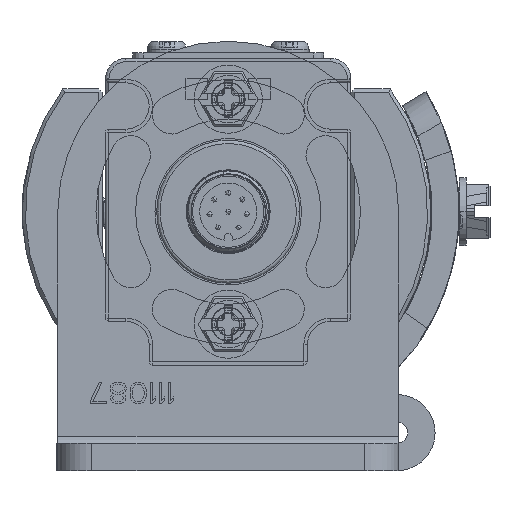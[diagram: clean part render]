
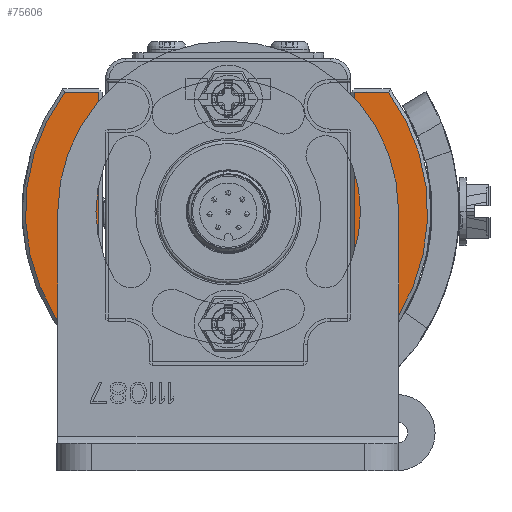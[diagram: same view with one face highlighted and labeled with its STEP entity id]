
A CAD part, front view. The second image highlights one B-rep face of the part: STEP entity #75606.
In plain terms, the highlighted face is planar.
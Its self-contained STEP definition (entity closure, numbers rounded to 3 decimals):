
#74591=DIRECTION('',(1.,0.,0.));
#74592=VECTOR('',#74591,37.);
#74593=CARTESIAN_POINT('',(-19.5,-18.75,-10.));
#74594=LINE('',#74593,#74592);
#74611=DIRECTION('',(0.,-1.,0.));
#74612=VECTOR('',#74611,4.999);
#74613=CARTESIAN_POINT('',(17.5,-18.75,-10.));
#74614=LINE('',#74613,#74612);
#74629=CARTESIAN_POINT('',(0.,0.,-10.));
#74630=DIRECTION('',(0.,0.,-1.));
#74631=DIRECTION('',(0.593,-0.805,0.));
#74632=AXIS2_PLACEMENT_3D('',#74629,#74630,#74631);
#75252=CARTESIAN_POINT('',(-19.5,15.25,-10.));
#75253=DIRECTION('',(0.,0.,1.));
#75254=DIRECTION('',(0.,1.,0.));
#75255=AXIS2_PLACEMENT_3D('',#75252,#75253,#75254);
#75257=DIRECTION('',(-1.,0.,0.));
#75258=VECTOR('',#75257,37.);
#75259=CARTESIAN_POINT('',(17.5,18.75,-10.));
#75260=LINE('',#75259,#75258);
#75273=DIRECTION('',(0.,-1.,0.));
#75274=VECTOR('',#75273,4.999);
#75275=CARTESIAN_POINT('',(17.5,23.749,-10.));
#75276=LINE('',#75275,#75274);
#75290=DIRECTION('',(0.,-1.,0.));
#75291=VECTOR('',#75290,30.5);
#75292=CARTESIAN_POINT('',(-23.,15.25,-10.));
#75293=LINE('',#75292,#75291);
#75311=CARTESIAN_POINT('',(-19.5,-15.25,-10.));
#75312=DIRECTION('',(0.,0.,1.));
#75313=DIRECTION('',(-1.,0.,0.));
#75314=AXIS2_PLACEMENT_3D('',#75311,#75312,#75313);
#75411=CARTESIAN_POINT('',(17.5,-23.749,-10.));
#75412=CARTESIAN_POINT('',(17.5,23.749,-10.));
#75413=VERTEX_POINT('',#75411);
#75414=VERTEX_POINT('',#75412);
#75415=CARTESIAN_POINT('',(17.5,18.75,-10.));
#75416=VERTEX_POINT('',#75415);
#75419=CARTESIAN_POINT('',(17.5,-18.75,-10.));
#75420=VERTEX_POINT('',#75419);
#75567=CARTESIAN_POINT('',(-19.5,18.75,-10.));
#75568=VERTEX_POINT('',#75567);
#75573=CARTESIAN_POINT('',(-23.,15.25,-10.));
#75574=VERTEX_POINT('',#75573);
#75575=CARTESIAN_POINT('',(-23.,-15.25,-10.));
#75576=VERTEX_POINT('',#75575);
#75581=CARTESIAN_POINT('',(-19.5,-18.75,-10.));
#75582=VERTEX_POINT('',#75581);
#75583=CARTESIAN_POINT('',(0.,0.,-10.));
#75584=DIRECTION('',(0.,0.,1.));
#75585=DIRECTION('',(1.,0.,0.));
#75586=AXIS2_PLACEMENT_3D('',#75583,#75584,#75585);
#75587=PLANE('',#75586);
#75589=ORIENTED_EDGE('',*,*,#75588,.F.);
#75591=ORIENTED_EDGE('',*,*,#75590,.F.);
#75593=ORIENTED_EDGE('',*,*,#75592,.F.);
#75595=ORIENTED_EDGE('',*,*,#75594,.F.);
#75597=ORIENTED_EDGE('',*,*,#75596,.F.);
#75599=ORIENTED_EDGE('',*,*,#75598,.F.);
#75601=ORIENTED_EDGE('',*,*,#75600,.F.);
#75603=ORIENTED_EDGE('',*,*,#75602,.F.);
#75604=EDGE_LOOP('',(#75589,#75591,#75593,#75595,#75597,#75599,#75601,#75603));
#75605=FACE_OUTER_BOUND('',#75604,.F.);
#75606=ADVANCED_FACE('',(#75605),#75587,.F.);
#74633=CIRCLE('',#74632,29.5);
#75256=CIRCLE('',#75255,3.5);
#75315=CIRCLE('',#75314,3.5);
#75588=EDGE_CURVE('',#75582,#75420,#74594,.T.);
#75590=EDGE_CURVE('',#75576,#75582,#75315,.T.);
#75592=EDGE_CURVE('',#75574,#75576,#75293,.T.);
#75594=EDGE_CURVE('',#75568,#75574,#75256,.T.);
#75596=EDGE_CURVE('',#75416,#75568,#75260,.T.);
#75598=EDGE_CURVE('',#75414,#75416,#75276,.T.);
#75600=EDGE_CURVE('',#75413,#75414,#74633,.T.);
#75602=EDGE_CURVE('',#75420,#75413,#74614,.T.);
